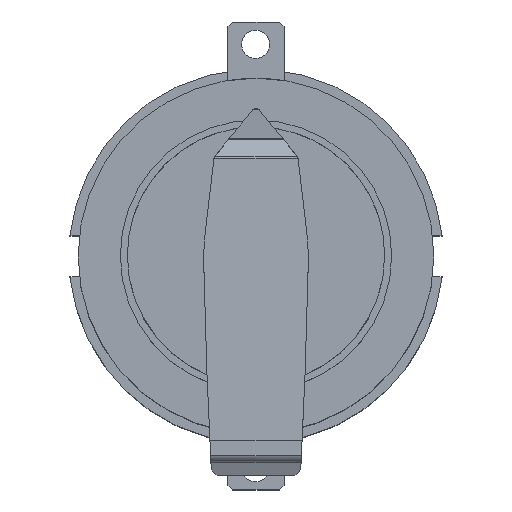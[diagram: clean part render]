
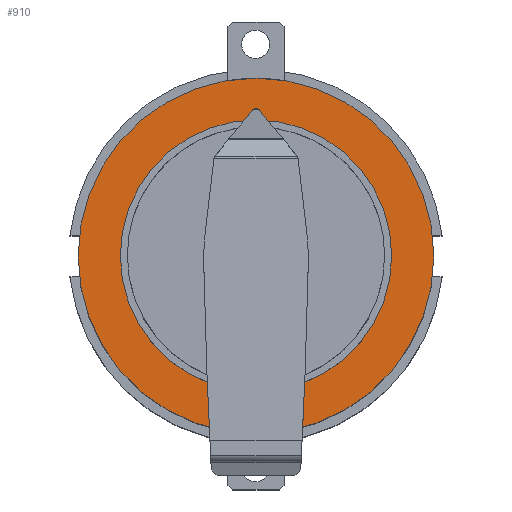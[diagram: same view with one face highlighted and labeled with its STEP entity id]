
A CAD part, top view. The second image highlights one B-rep face of the part: STEP entity #910.
In plain terms, the highlighted planar face has unit normal (0, 0, 1).
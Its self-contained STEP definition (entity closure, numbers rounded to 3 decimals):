
#458=CARTESIAN_POINT('',(19.,0.0,52.0));
#459=VERTEX_POINT('',#458);
#468=CARTESIAN_POINT('',(-19.,0.,52.0));
#469=VERTEX_POINT('',#468);
#470=CARTESIAN_POINT('',(0.,0.0,52.0));
#471=DIRECTION('',(0.0,0.0,-1.0));
#472=DIRECTION('',(0.0,1.0,0.0));
#473=AXIS2_PLACEMENT_3D('',#470,#471,#472);
#474=CIRCLE('',#473,19.0);
#475=EDGE_CURVE('',#459,#469,#474,.T.);
#855=CARTESIAN_POINT('',(0.,0.0,52.0));
#856=DIRECTION('',(0.0,0.0,-1.0));
#857=DIRECTION('',(0.0,1.0,0.0));
#858=AXIS2_PLACEMENT_3D('',#855,#856,#857);
#859=CIRCLE('',#858,19.0);
#860=EDGE_CURVE('',#469,#459,#859,.T.);
#901=CARTESIAN_POINT('',(0.,0.0,52.0));
#902=DIRECTION('',(0.0,0.0,1.0));
#903=DIRECTION('',(1.0,0.0,0.0));
#904=AXIS2_PLACEMENT_3D('',#901,#902,#903);
#905=PLANE('',#904);
#906=ORIENTED_EDGE('',*,*,#475,.F.);
#907=ORIENTED_EDGE('',*,*,#860,.F.);
#908=EDGE_LOOP('',(#906,#907));
#909=FACE_OUTER_BOUND('',#908,.T.);
#910=ADVANCED_FACE('',(#909),#905,.T.);
